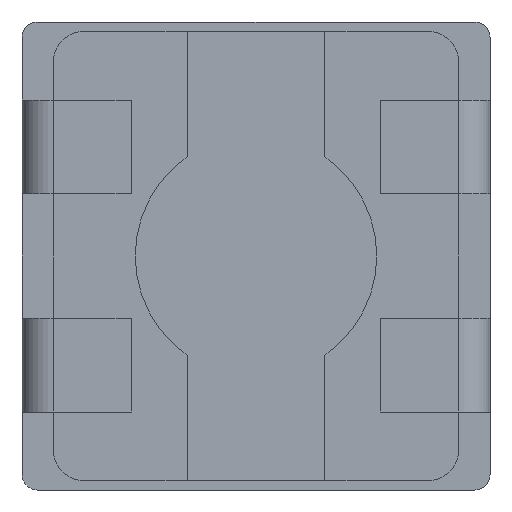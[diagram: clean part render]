
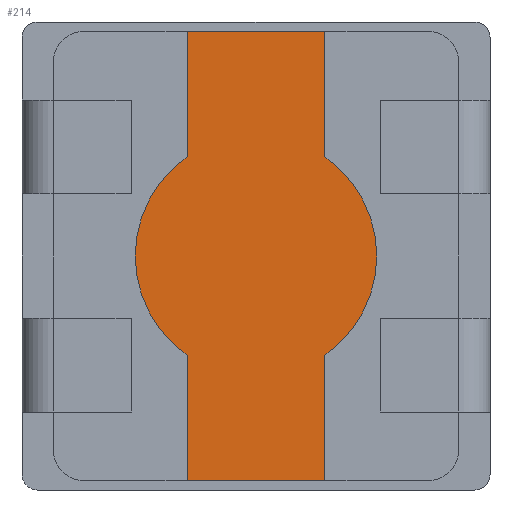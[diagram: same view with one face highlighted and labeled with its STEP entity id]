
A CAD part, front view. The second image highlights one B-rep face of the part: STEP entity #214.
In plain terms, the highlighted planar face has unit normal (0, -1, 0).
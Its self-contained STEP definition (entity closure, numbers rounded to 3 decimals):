
#2 = FACE_OUTER_BOUND ( 'NONE', #1396, .T. ) ;
#10 = VECTOR ( 'NONE', #458, 1000. ) ;
#49 = CIRCLE ( 'NONE', #261, 0.387 ) ;
#68 = ORIENTED_EDGE ( 'NONE', *, *, #1343, .F. ) ;
#201 = VECTOR ( 'NONE', #682, 1000. ) ;
#214 = ADVANCED_FACE ( 'NONE', ( #2 ), #2411, .F. ) ;
#217 = LINE ( 'NONE', #1455, #941 ) ;
#236 = ORIENTED_EDGE ( 'NONE', *, *, #2537, .F. ) ;
#261 = AXIS2_PLACEMENT_3D ( 'NONE', #2458, #679, #826 ) ;
#291 = AXIS2_PLACEMENT_3D ( 'NONE', #1294, #1129, #2319 ) ;
#316 = CARTESIAN_POINT ( 'NONE',  ( -0.221, -0.6, 0.318 ) ) ;
#385 = ORIENTED_EDGE ( 'NONE', *, *, #467, .F. ) ;
#446 = ORIENTED_EDGE ( 'NONE', *, *, #1935, .F. ) ;
#458 = DIRECTION ( 'NONE',  ( 0., 0., 1. ) ) ;
#467 = EDGE_CURVE ( 'NONE', #695, #2141, #1826, .T. ) ;
#649 = VERTEX_POINT ( 'NONE', #2156 ) ;
#679 = DIRECTION ( 'NONE',  ( 0., 1., 0. ) ) ;
#682 = DIRECTION ( 'NONE',  ( -1., 0., 0. ) ) ;
#695 = VERTEX_POINT ( 'NONE', #2348 ) ;
#705 = VECTOR ( 'NONE', #2235, 1000. ) ;
#826 = DIRECTION ( 'NONE',  ( 0., 0., -1. ) ) ;
#846 = CARTESIAN_POINT ( 'NONE',  ( 0.221, -0.6, 0.318 ) ) ;
#889 = VERTEX_POINT ( 'NONE', #316 ) ;
#895 = EDGE_CURVE ( 'NONE', #1501, #2299, #1702, .T. ) ;
#910 = DIRECTION ( 'NONE',  ( 0., 0., -1. ) ) ;
#941 = VECTOR ( 'NONE', #2473, 1000. ) ;
#959 = CARTESIAN_POINT ( 'NONE',  ( 0.221, -0.6, 0.72 ) ) ;
#1011 = CARTESIAN_POINT ( 'NONE',  ( -0.221, -0.6, -0.72 ) ) ;
#1063 = CIRCLE ( 'NONE', #291, 0.387 ) ;
#1120 = CARTESIAN_POINT ( 'NONE',  ( -0.65, -0.6, 0.72 ) ) ;
#1129 = DIRECTION ( 'NONE',  ( 0., 1., 0. ) ) ;
#1161 = VERTEX_POINT ( 'NONE', #846 ) ;
#1212 = EDGE_CURVE ( 'NONE', #889, #1501, #1448, .T. ) ;
#1248 = VERTEX_POINT ( 'NONE', #1011 ) ;
#1294 = CARTESIAN_POINT ( 'NONE',  ( 0., -0.6, 0. ) ) ;
#1343 = EDGE_CURVE ( 'NONE', #1161, #695, #1063, .T. ) ;
#1396 = EDGE_LOOP ( 'NONE', ( #1682, #385, #68, #236, #2187, #2040, #446, #2240 ) ) ;
#1430 = CARTESIAN_POINT ( 'NONE',  ( 0.221, -0.6, -0.318 ) ) ;
#1448 = LINE ( 'NONE', #2216, #10 ) ;
#1455 = CARTESIAN_POINT ( 'NONE',  ( -0.221, -0.6, -0.318 ) ) ;
#1501 = VERTEX_POINT ( 'NONE', #2405 ) ;
#1561 = EDGE_CURVE ( 'NONE', #2141, #1248, #1849, .T. ) ;
#1565 = AXIS2_PLACEMENT_3D ( 'NONE', #2218, #1633, #2425 ) ;
#1633 = DIRECTION ( 'NONE',  ( 0., 1., 0. ) ) ;
#1682 = ORIENTED_EDGE ( 'NONE', *, *, #1561, .F. ) ;
#1702 = LINE ( 'NONE', #1120, #2564 ) ;
#1744 = CARTESIAN_POINT ( 'NONE',  ( 0.221, -0.6, -0.72 ) ) ;
#1826 = LINE ( 'NONE', #1430, #705 ) ;
#1849 = LINE ( 'NONE', #2055, #201 ) ;
#1865 = VECTOR ( 'NONE', #910, 1000. ) ;
#1935 = EDGE_CURVE ( 'NONE', #649, #889, #49, .T. ) ;
#1986 = EDGE_CURVE ( 'NONE', #1248, #649, #217, .T. ) ;
#2040 = ORIENTED_EDGE ( 'NONE', *, *, #1212, .F. ) ;
#2055 = CARTESIAN_POINT ( 'NONE',  ( -0.65, -0.6, -0.72 ) ) ;
#2104 = CARTESIAN_POINT ( 'NONE',  ( 0.221, -0.6, 0.72 ) ) ;
#2141 = VERTEX_POINT ( 'NONE', #1744 ) ;
#2156 = CARTESIAN_POINT ( 'NONE',  ( -0.221, -0.6, -0.318 ) ) ;
#2187 = ORIENTED_EDGE ( 'NONE', *, *, #895, .F. ) ;
#2216 = CARTESIAN_POINT ( 'NONE',  ( -0.221, -0.6, 0.72 ) ) ;
#2218 = CARTESIAN_POINT ( 'NONE',  ( -0.75, -0.6, 0.5 ) ) ;
#2235 = DIRECTION ( 'NONE',  ( 0., 0., -1. ) ) ;
#2240 = ORIENTED_EDGE ( 'NONE', *, *, #1986, .F. ) ;
#2299 = VERTEX_POINT ( 'NONE', #959 ) ;
#2303 = DIRECTION ( 'NONE',  ( 1., 0., 0. ) ) ;
#2319 = DIRECTION ( 'NONE',  ( 0., 0., -1. ) ) ;
#2348 = CARTESIAN_POINT ( 'NONE',  ( 0.221, -0.6, -0.318 ) ) ;
#2405 = CARTESIAN_POINT ( 'NONE',  ( -0.221, -0.6, 0.72 ) ) ;
#2411 = PLANE ( 'NONE',  #1565 ) ;
#2425 = DIRECTION ( 'NONE',  ( 0., 0., 1. ) ) ;
#2458 = CARTESIAN_POINT ( 'NONE',  ( 0., -0.6, 0. ) ) ;
#2473 = DIRECTION ( 'NONE',  ( 0., 0., 1. ) ) ;
#2517 = LINE ( 'NONE', #2104, #1865 ) ;
#2537 = EDGE_CURVE ( 'NONE', #2299, #1161, #2517, .T. ) ;
#2564 = VECTOR ( 'NONE', #2303, 1000. ) ;
